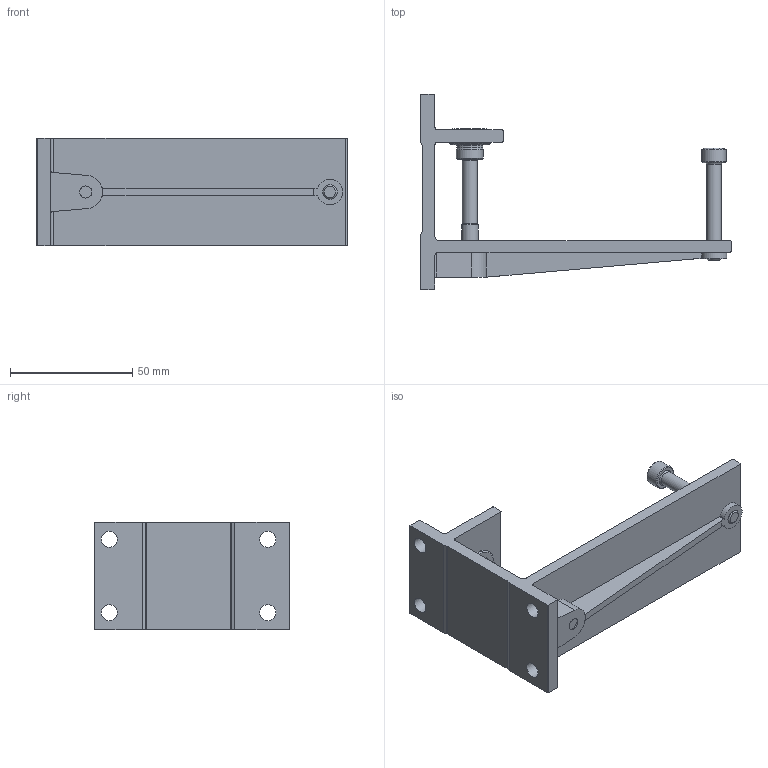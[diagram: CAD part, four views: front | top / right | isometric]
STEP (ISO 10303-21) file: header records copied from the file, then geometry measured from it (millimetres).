
FILE_DESCRIPTION(/* description */ ('STEP AP214'),/* implementation_level */ '2;1');
FILE_NAME(/* name */ '8069012_DAMH-L8-40-P-1',/* time_stamp */ '2024-08-13T14:54:29+02:00',/* author */ ('License CC BY-ND 4.0'),/* organization */ ('CADENAS'),/* preprocessor_version */ 'ST-DEVELOPER v19.3',/* originating_system */ 'PARTsolutions',/* authorisation */ ' ');
FILE_SCHEMA (('AUTOMOTIVE_DESIGN {1 0 10303 214 3 1 1}'));
Length unit declared in the file: millimetre
Products named in the file (4): 8069012 DAMH-L8-40-P-1; 4069531 DAMH-L8-40-P-1_P; 4186588 DAMH-L8-40-P-1---(B); ISO-4762 M6x40
Assembly tree (3 placements, depth 2):
  8069012 DAMH-L8-40-P-1
    4069531 DAMH-L8-40-P-1_P
    4186588 DAMH-L8-40-P-1---(B)
    ISO-4762 M6x40
Bounding box: 127 x 80 x 44 mm (x, y, z)
Volume: 58188.8 mm3; surface area: 27697.3 mm2
Topology: 3 solids, 3 shells, 123 faces, 302 edges, 191 vertices
Faces by surface type: plane 58, cylinder 36, cone 23, torus 6
Full cylindrical faces by diameter (mm): 4.6 x1, 4.917 x2, 6 x2, 6.1 x1, 6.6 x4, 6.8 x2, 10 x1, 10.6 x1, 11 x1, 17 x2
Entity records: 3554 total; most frequent: CARTESIAN_POINT 633, DIRECTION 603, ORIENTED_EDGE 520, EDGE_CURVE 260, AXIS2_PLACEMENT_3D 230, VERTEX_POINT 190, FACE_BOUND 184, EDGE_LOOP 183
